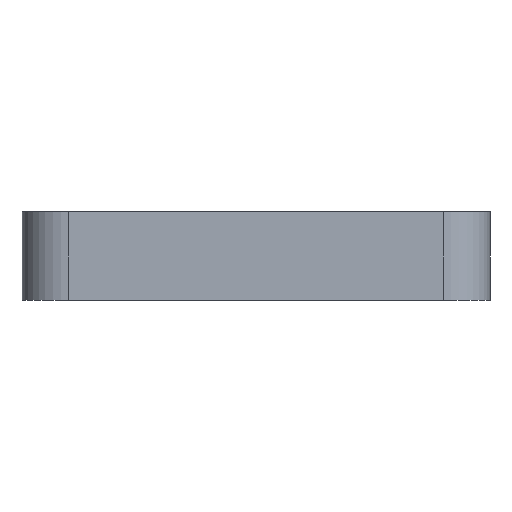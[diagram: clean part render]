
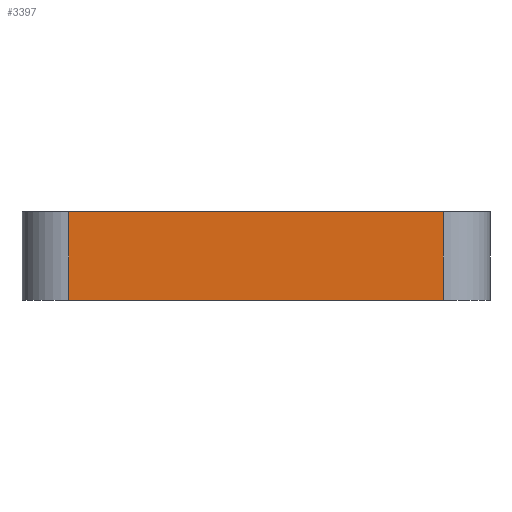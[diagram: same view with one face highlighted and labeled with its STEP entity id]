
A CAD part, front view. The second image highlights one B-rep face of the part: STEP entity #3397.
In plain terms, the highlighted planar face has unit normal (0, -1, 0).
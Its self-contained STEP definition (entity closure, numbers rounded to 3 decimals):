
#156 = FACE_OUTER_BOUND ( 'NONE', #4396, .T. ) ;
#182 = LINE ( 'NONE', #1242, #5376 ) ;
#434 = VECTOR ( 'NONE', #3121, 1000. ) ;
#445 = DIRECTION ( 'NONE',  ( 0., 0., 1. ) ) ;
#629 = DIRECTION ( 'NONE',  ( 1., 0., 0. ) ) ;
#834 = EDGE_CURVE ( 'NONE', #1892, #4655, #2463, .T. ) ;
#981 = CARTESIAN_POINT ( 'NONE',  ( 12.7, -15.875, -54.401 ) ) ;
#1030 = ORIENTED_EDGE ( 'NONE', *, *, #1608, .T. ) ;
#1242 = CARTESIAN_POINT ( 'NONE',  ( 0., -15.875, -9.5 ) ) ;
#1477 = LINE ( 'NONE', #981, #6405 ) ;
#1608 = EDGE_CURVE ( 'NONE', #6964, #3661, #182, .T. ) ;
#1886 = CARTESIAN_POINT ( 'NONE',  ( 0., -15.875, -54.401 ) ) ;
#1892 = VERTEX_POINT ( 'NONE', #3695 ) ;
#2204 = DIRECTION ( 'NONE',  ( 0., 0., -1. ) ) ;
#2463 = LINE ( 'NONE', #5313, #434 ) ;
#3032 = ORIENTED_EDGE ( 'NONE', *, *, #7044, .T. ) ;
#3121 = DIRECTION ( 'NONE',  ( -1., 0., 0. ) ) ;
#3397 = ADVANCED_FACE ( 'NONE', ( #156 ), #6814, .F. ) ;
#3547 = DIRECTION ( 'NONE',  ( -1., 0., 0. ) ) ;
#3626 = ORIENTED_EDGE ( 'NONE', *, *, #6339, .T. ) ;
#3661 = VERTEX_POINT ( 'NONE', #6685 ) ;
#3695 = CARTESIAN_POINT ( 'NONE',  ( 12.7, -15.875, -3.5 ) ) ;
#3702 = CARTESIAN_POINT ( 'NONE',  ( -12.7, -15.875, -3.5 ) ) ;
#3769 = VECTOR ( 'NONE', #2204, 1000. ) ;
#3860 = LINE ( 'NONE', #3901, #3769 ) ;
#3901 = CARTESIAN_POINT ( 'NONE',  ( -12.7, -15.875, -54.401 ) ) ;
#3973 = ORIENTED_EDGE ( 'NONE', *, *, #834, .T. ) ;
#4396 = EDGE_LOOP ( 'NONE', ( #1030, #3626, #3973, #3032 ) ) ;
#4655 = VERTEX_POINT ( 'NONE', #3702 ) ;
#5313 = CARTESIAN_POINT ( 'NONE',  ( 0., -15.875, -3.5 ) ) ;
#5376 = VECTOR ( 'NONE', #629, 1000. ) ;
#5880 = AXIS2_PLACEMENT_3D ( 'NONE', #1886, #6784, #3547 ) ;
#6339 = EDGE_CURVE ( 'NONE', #3661, #1892, #1477, .T. ) ;
#6405 = VECTOR ( 'NONE', #445, 1000. ) ;
#6678 = CARTESIAN_POINT ( 'NONE',  ( -12.7, -15.875, -9.5 ) ) ;
#6685 = CARTESIAN_POINT ( 'NONE',  ( 12.7, -15.875, -9.5 ) ) ;
#6784 = DIRECTION ( 'NONE',  ( 0., 1., 0. ) ) ;
#6814 = PLANE ( 'NONE',  #5880 ) ;
#6964 = VERTEX_POINT ( 'NONE', #6678 ) ;
#7044 = EDGE_CURVE ( 'NONE', #4655, #6964, #3860, .T. ) ;
